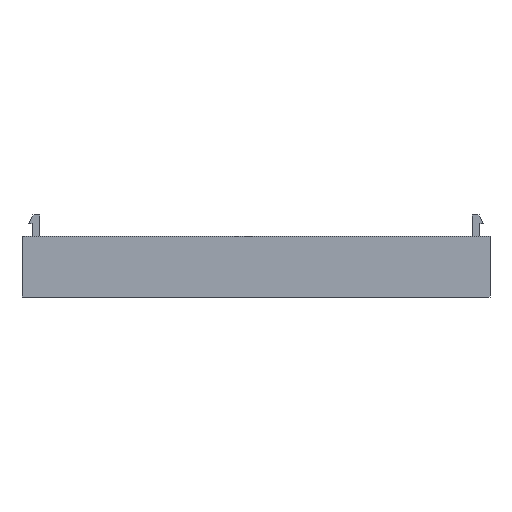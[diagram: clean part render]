
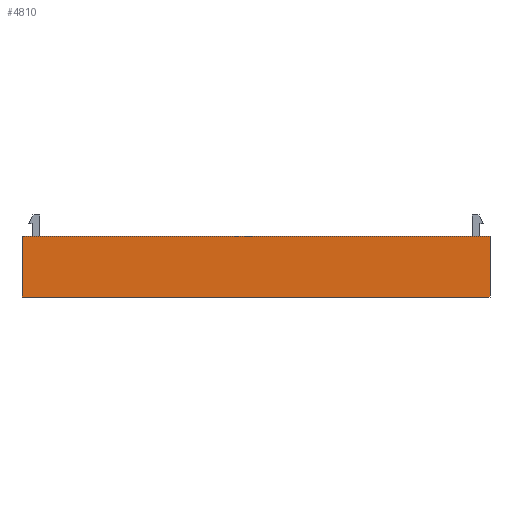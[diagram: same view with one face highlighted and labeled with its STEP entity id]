
A CAD part, front view. The second image highlights one B-rep face of the part: STEP entity #4810.
In plain terms, the highlighted face is planar.
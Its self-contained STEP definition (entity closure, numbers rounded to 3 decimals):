
#247=FACE_OUTER_BOUND('',#518,.T.);
#518=EDGE_LOOP('',(#3475,#3476,#3477,#3478));
#881=LINE('',#7149,#1477);
#898=LINE('',#7182,#1494);
#995=LINE('',#7367,#1591);
#996=LINE('',#7369,#1592);
#1477=VECTOR('',#5409,13.85);
#1494=VECTOR('',#5430,107.);
#1591=VECTOR('',#5549,13.85);
#1592=VECTOR('',#5552,107.);
#2132=VERTEX_POINT('',#7146);
#2133=VERTEX_POINT('',#7148);
#2147=VERTEX_POINT('',#7180);
#2224=VERTEX_POINT('',#7365);
#2612=EDGE_CURVE('',#2132,#2133,#881,.T.);
#2629=EDGE_CURVE('',#2147,#2132,#898,.T.);
#2726=EDGE_CURVE('',#2147,#2224,#995,.T.);
#2727=EDGE_CURVE('',#2224,#2133,#996,.T.);
#3475=ORIENTED_EDGE('',*,*,#2727,.T.);
#3476=ORIENTED_EDGE('',*,*,#2612,.F.);
#3477=ORIENTED_EDGE('',*,*,#2629,.F.);
#3478=ORIENTED_EDGE('',*,*,#2726,.T.);
#4616=PLANE('',#5084);
#4810=ADVANCED_FACE('',(#247),#4616,.F.);
#5084=AXIS2_PLACEMENT_3D('',#7368,#5550,#5551);
#5409=DIRECTION('',(0.,-1.,0.));
#5430=DIRECTION('',(1.,0.,0.));
#5549=DIRECTION('',(0.,-1.,0.));
#5550=DIRECTION('center_axis',(0.,0.,-1.));
#5551=DIRECTION('ref_axis',(-1.,0.,0.));
#5552=DIRECTION('',(1.,0.,0.));
#7146=CARTESIAN_POINT('',(53.5,13.85,43.85));
#7148=CARTESIAN_POINT('',(53.5,0.,43.85));
#7149=CARTESIAN_POINT('',(53.5,13.85,43.85));
#7180=CARTESIAN_POINT('',(-53.5,13.85,43.85));
#7182=CARTESIAN_POINT('',(-53.5,13.85,43.85));
#7365=CARTESIAN_POINT('',(-53.5,0.,43.85));
#7367=CARTESIAN_POINT('',(-53.5,13.85,43.85));
#7368=CARTESIAN_POINT('Origin',(-53.5,13.85,43.85));
#7369=CARTESIAN_POINT('',(-53.5,0.,43.85));
